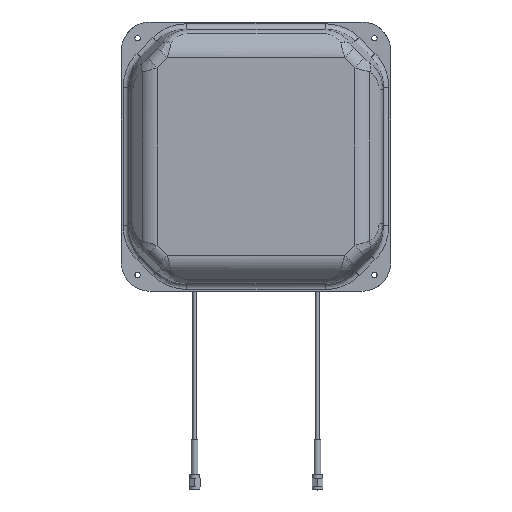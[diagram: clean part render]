
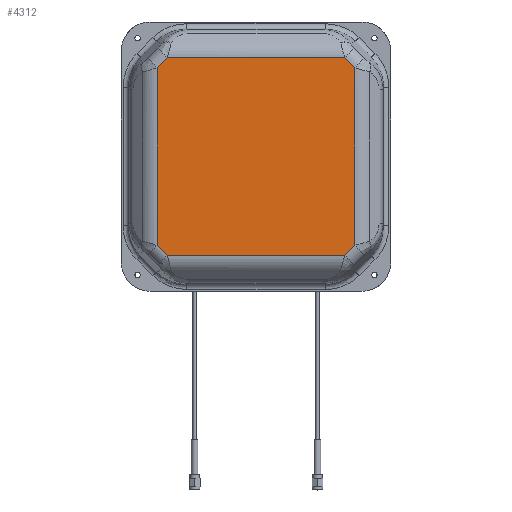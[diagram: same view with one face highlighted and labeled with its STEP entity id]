
A CAD part, top view. The second image highlights one B-rep face of the part: STEP entity #4312.
In plain terms, the highlighted planar face has unit normal (0, 0, 1).
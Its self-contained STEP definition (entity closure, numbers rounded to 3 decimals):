
#4300=AXIS2_PLACEMENT_3D('Plane Axis2P3D',#4297,#4298,#4299) ;
#1866=CARTESIAN_POINT('Vertex',(171.307,163.935,34.)) ;
#1911=CARTESIAN_POINT('Vertex',(171.307,33.575,34.)) ;
#1919=CARTESIAN_POINT('Line Origine',(171.307,99.204,34.)) ;
#2470=CARTESIAN_POINT('Vertex',(26.204,33.576,34.)) ;
#2512=CARTESIAN_POINT('Vertex',(26.204,163.934,34.)) ;
#2516=CARTESIAN_POINT('Control Point',(26.204,33.576,34.)) ;
#2517=CARTESIAN_POINT('Control Point',(26.204,163.934,34.)) ;
#2616=CARTESIAN_POINT('Vertex',(33.576,26.204,34.)) ;
#2646=CARTESIAN_POINT('Vertex',(163.934,26.204,34.)) ;
#2652=CARTESIAN_POINT('Control Point',(163.934,26.204,34.)) ;
#2653=CARTESIAN_POINT('Control Point',(33.576,26.204,34.)) ;
#2745=CARTESIAN_POINT('Vertex',(163.935,171.307,34.)) ;
#2775=CARTESIAN_POINT('Vertex',(33.575,171.307,34.)) ;
#2780=CARTESIAN_POINT('Line Origine',(98.145,171.307,34.)) ;
#4233=CARTESIAN_POINT('Control Point',(171.307,163.935,34.)) ;
#4234=CARTESIAN_POINT('Control Point',(163.935,171.307,34.)) ;
#4250=CARTESIAN_POINT('Control Point',(26.204,33.576,34.)) ;
#4251=CARTESIAN_POINT('Control Point',(33.576,26.204,34.)) ;
#4267=CARTESIAN_POINT('Control Point',(163.934,26.204,34.)) ;
#4268=CARTESIAN_POINT('Control Point',(167.62,29.89,34.)) ;
#4269=CARTESIAN_POINT('Control Point',(171.307,33.575,34.)) ;
#4285=CARTESIAN_POINT('Control Point',(33.575,171.307,34.)) ;
#4286=CARTESIAN_POINT('Control Point',(29.89,167.621,34.)) ;
#4287=CARTESIAN_POINT('Control Point',(26.204,163.934,34.)) ;
#4297=CARTESIAN_POINT('Axis2P3D Location',(98.755,98.755,34.)) ;
#1920=DIRECTION('Vector Direction',(0.,-1.,0.)) ;
#2781=DIRECTION('Vector Direction',(1.,0.,0.)) ;
#4298=DIRECTION('Axis2P3D Direction',(0.,0.,1.)) ;
#4299=DIRECTION('Axis2P3D XDirection',(1.,0.,0.)) ;
#1921=VECTOR('Line Direction',#1920,1.) ;
#2782=VECTOR('Line Direction',#2781,1.) ;
#4303=ORIENTED_EDGE('',*,*,#4235,.F.) ;
#4304=ORIENTED_EDGE('',*,*,#2784,.T.) ;
#4305=ORIENTED_EDGE('',*,*,#4288,.F.) ;
#4306=ORIENTED_EDGE('',*,*,#2518,.F.) ;
#4307=ORIENTED_EDGE('',*,*,#4252,.F.) ;
#4308=ORIENTED_EDGE('',*,*,#2654,.F.) ;
#4309=ORIENTED_EDGE('',*,*,#4270,.F.) ;
#4310=ORIENTED_EDGE('',*,*,#1923,.T.) ;
#4312=ADVANCED_FACE('ANTENNE',(#4311),#4301,.T.) ;
#2515=B_SPLINE_CURVE_WITH_KNOTS('',1,(#2516,#2517),.UNSPECIFIED.,.F.,.U.,(2,2),(0.,184.354),.UNSPECIFIED.) ;
#2651=B_SPLINE_CURVE_WITH_KNOTS('',1,(#2652,#2653),.UNSPECIFIED.,.F.,.U.,(2,2),(0.,184.354),.UNSPECIFIED.) ;
#4232=B_SPLINE_CURVE_WITH_KNOTS('',1,(#4233,#4234),.UNSPECIFIED.,.F.,.U.,(2,2),(0.,14.743),.UNSPECIFIED.) ;
#4249=B_SPLINE_CURVE_WITH_KNOTS('',1,(#4250,#4251),.UNSPECIFIED.,.F.,.U.,(2,2),(0.,14.743),.UNSPECIFIED.) ;
#4266=B_SPLINE_CURVE_WITH_KNOTS('',2,(#4267,#4268,#4269),.UNSPECIFIED.,.F.,.U.,(3,3),(0.,14.743),.UNSPECIFIED.) ;
#4284=B_SPLINE_CURVE_WITH_KNOTS('',2,(#4285,#4286,#4287),.UNSPECIFIED.,.F.,.U.,(3,3),(0.,14.743),.UNSPECIFIED.) ;
#1923=EDGE_CURVE('',#1912,#1867,#1922,.F.) ;
#2518=EDGE_CURVE('',#2471,#2513,#2515,.T.) ;
#2654=EDGE_CURVE('',#2647,#2617,#2651,.T.) ;
#2784=EDGE_CURVE('',#2746,#2776,#2783,.F.) ;
#4235=EDGE_CURVE('',#2746,#1867,#4232,.F.) ;
#4252=EDGE_CURVE('',#2617,#2471,#4249,.F.) ;
#4270=EDGE_CURVE('',#1912,#2647,#4266,.F.) ;
#4288=EDGE_CURVE('',#2513,#2776,#4284,.F.) ;
#4302=EDGE_LOOP('',(#4303,#4304,#4305,#4306,#4307,#4308,#4309,#4310)) ;
#4311=FACE_OUTER_BOUND('',#4302,.T.) ;
#1922=LINE('Line',#1919,#1921) ;
#2783=LINE('Line',#2780,#2782) ;
#4301=PLANE('',#4300) ;
#1867=VERTEX_POINT('',#1866) ;
#1912=VERTEX_POINT('',#1911) ;
#2471=VERTEX_POINT('',#2470) ;
#2513=VERTEX_POINT('',#2512) ;
#2617=VERTEX_POINT('',#2616) ;
#2647=VERTEX_POINT('',#2646) ;
#2746=VERTEX_POINT('',#2745) ;
#2776=VERTEX_POINT('',#2775) ;
